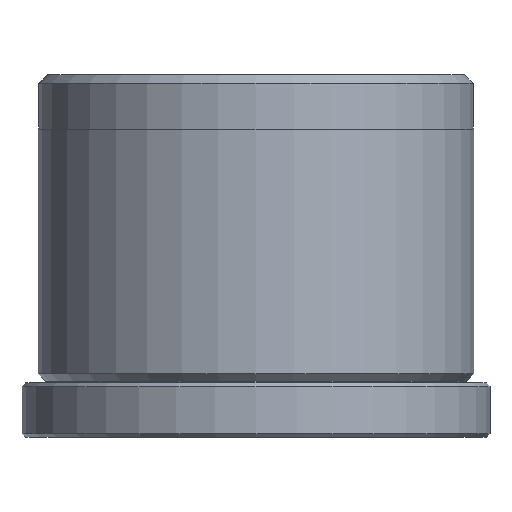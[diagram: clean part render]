
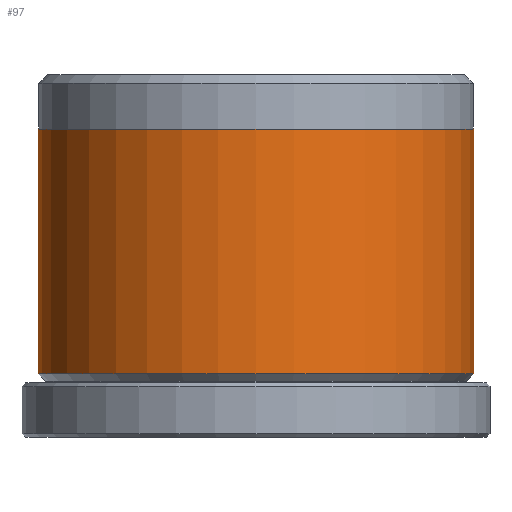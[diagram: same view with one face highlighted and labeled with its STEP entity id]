
A CAD part, front view. The second image highlights one B-rep face of the part: STEP entity #97.
In plain terms, the highlighted cylindrical face has radius 12 mm (diameter 24 mm), a partial arc.
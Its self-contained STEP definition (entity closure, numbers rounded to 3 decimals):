
#30 = ORIENTED_EDGE ( 'NONE', *, *, #1410, .F. ) ;
#59 = EDGE_CURVE ( 'NONE', #259, #1911, #2168, .T. ) ;
#97 = ADVANCED_FACE ( 'NONE', ( #2042 ), #1000, .T. ) ;
#99 = ORIENTED_EDGE ( 'NONE', *, *, #382, .T. ) ;
#166 = VECTOR ( 'NONE', #1706, 1000. ) ;
#176 = CARTESIAN_POINT ( 'NONE',  ( 12., 0., 17. ) ) ;
#201 = DIRECTION ( 'NONE',  ( 0., 0., -1. ) ) ;
#259 = VERTEX_POINT ( 'NONE', #176 ) ;
#309 = DIRECTION ( 'NONE',  ( 0., 0., -1. ) ) ;
#361 = DIRECTION ( 'NONE',  ( -1., 0., 0. ) ) ;
#382 = EDGE_CURVE ( 'NONE', #259, #1394, #1029, .T. ) ;
#430 = CARTESIAN_POINT ( 'NONE',  ( -12., 0., 3.5 ) ) ;
#877 = CARTESIAN_POINT ( 'NONE',  ( -12., 0., 20. ) ) ;
#945 = LINE ( 'NONE', #877, #2440 ) ;
#1000 = CYLINDRICAL_SURFACE ( 'NONE', #1693, 12. ) ;
#1029 = CIRCLE ( 'NONE', #1073, 12. ) ;
#1071 = EDGE_CURVE ( 'NONE', #1394, #1532, #945, .T. ) ;
#1073 = AXIS2_PLACEMENT_3D ( 'NONE', #2008, #1997, #1964 ) ;
#1120 = CARTESIAN_POINT ( 'NONE',  ( 12., 0., 20. ) ) ;
#1338 = CARTESIAN_POINT ( 'NONE',  ( 0., 0., 20. ) ) ;
#1339 = CARTESIAN_POINT ( 'NONE',  ( 0., 0., 3.5 ) ) ;
#1394 = VERTEX_POINT ( 'NONE', #2379 ) ;
#1410 = EDGE_CURVE ( 'NONE', #1911, #1532, #1891, .T. ) ;
#1471 = DIRECTION ( 'NONE',  ( 0., 0., -1. ) ) ;
#1478 = DIRECTION ( 'NONE',  ( -1., 0., 0. ) ) ;
#1532 = VERTEX_POINT ( 'NONE', #430 ) ;
#1668 = ORIENTED_EDGE ( 'NONE', *, *, #1071, .T. ) ;
#1693 = AXIS2_PLACEMENT_3D ( 'NONE', #1338, #201, #361 ) ;
#1706 = DIRECTION ( 'NONE',  ( 0., 0., -1. ) ) ;
#1859 = AXIS2_PLACEMENT_3D ( 'NONE', #1339, #1471, #1478 ) ;
#1891 = CIRCLE ( 'NONE', #1859, 12. ) ;
#1911 = VERTEX_POINT ( 'NONE', #2108 ) ;
#1964 = DIRECTION ( 'NONE',  ( -1., 0., 0. ) ) ;
#1997 = DIRECTION ( 'NONE',  ( 0., 0., -1. ) ) ;
#2008 = CARTESIAN_POINT ( 'NONE',  ( 0., 0., 17. ) ) ;
#2042 = FACE_OUTER_BOUND ( 'NONE', #2255, .T. ) ;
#2108 = CARTESIAN_POINT ( 'NONE',  ( 12., 0., 3.5 ) ) ;
#2168 = LINE ( 'NONE', #1120, #166 ) ;
#2255 = EDGE_LOOP ( 'NONE', ( #2459, #99, #1668, #30 ) ) ;
#2379 = CARTESIAN_POINT ( 'NONE',  ( -12., 0., 17. ) ) ;
#2440 = VECTOR ( 'NONE', #309, 1000. ) ;
#2459 = ORIENTED_EDGE ( 'NONE', *, *, #59, .F. ) ;
